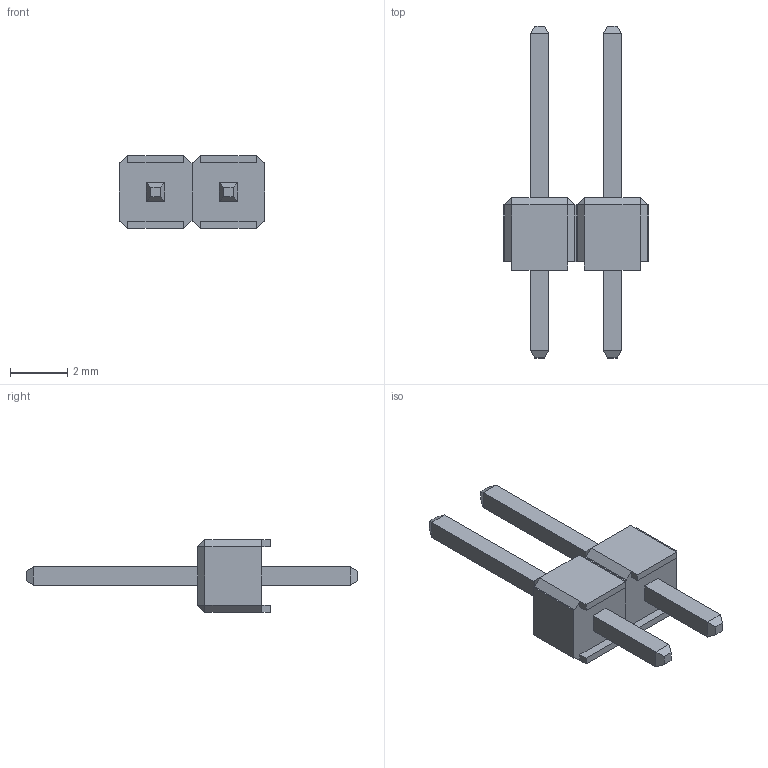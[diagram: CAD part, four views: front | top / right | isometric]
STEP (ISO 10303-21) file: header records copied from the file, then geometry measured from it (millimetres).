
FILE_DESCRIPTION(/* description */ (''),/* implementation_level */ '2;1');
FILE_NAME(/* name */ 'jp1_ipt_515cb1fa.STEP',/* time_stamp */ '2021-11-25T10:12:06-03:00',/* author */ ('Gabriel'),/* organization */ (''),/* preprocessor_version */ 'ST-DEVELOPER v18.1',/* originating_system */ 'Autodesk Inventor 2020',/* authorisation */ '');
FILE_SCHEMA (('AUTOMOTIVE_DESIGN { 1 0 10303 214 3 1 1 }'));
Length unit declared in the file: millimetre
Products named in the file (1): jp1
Bounding box: 5.08 x 11.6 x 2.54 mm (x, y, z)
Volume: 35.6 mm3; surface area: 139.7 mm2
Topology: 4 solids, 4 shells, 100 faces, 220 edges, 128 vertices
Faces by surface type: plane 100
Entity records: 2680 total; most frequent: CARTESIAN_POINT 449, ORIENTED_EDGE 440, DIRECTION 422, LINE 220, VECTOR 220, EDGE_CURVE 220, VERTEX_POINT 128, EDGE_LOOP 104
